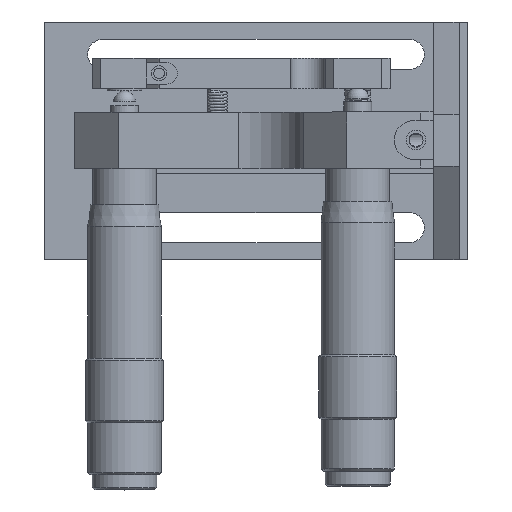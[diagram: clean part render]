
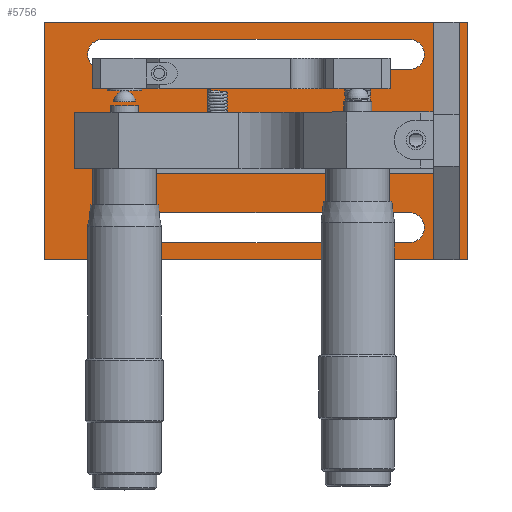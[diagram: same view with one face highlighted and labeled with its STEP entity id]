
A CAD part, top view. The second image highlights one B-rep face of the part: STEP entity #5756.
In plain terms, the highlighted planar face has unit normal (0, 0, 1).
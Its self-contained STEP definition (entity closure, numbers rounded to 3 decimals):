
#96=FACE_BOUND('',#743,.T.);
#97=FACE_BOUND('',#744,.T.);
#98=FACE_BOUND('',#745,.T.);
#99=FACE_BOUND('',#746,.T.);
#100=FACE_BOUND('',#747,.T.);
#101=FACE_BOUND('',#748,.T.);
#173=PLANE('',#6166);
#434=FACE_OUTER_BOUND('',#742,.T.);
#742=EDGE_LOOP('',(#3807,#3808,#3809,#3810));
#743=EDGE_LOOP('',(#3811));
#744=EDGE_LOOP('',(#3812));
#745=EDGE_LOOP('',(#3813));
#746=EDGE_LOOP('',(#3814));
#747=EDGE_LOOP('',(#3815,#3816,#3817,#3818));
#748=EDGE_LOOP('',(#3819,#3820,#3821,#3822));
#1111=LINE('',#8589,#1550);
#1114=LINE('',#8598,#1553);
#1117=LINE('',#8606,#1556);
#1122=LINE('',#8619,#1561);
#1125=LINE('',#8630,#1564);
#1128=LINE('',#8636,#1567);
#1131=LINE('',#8642,#1570);
#1134=LINE('',#8646,#1573);
#1550=VECTOR('',#6850,10.);
#1553=VECTOR('',#6861,10.);
#1556=VECTOR('',#6866,10.);
#1561=VECTOR('',#6879,10.);
#1564=VECTOR('',#6890,10.);
#1567=VECTOR('',#6895,10.);
#1570=VECTOR('',#6900,10.);
#1573=VECTOR('',#6905,10.);
#1981=CIRCLE('',#6124,3.25);
#1986=CIRCLE('',#6131,3.25);
#1991=CIRCLE('',#6138,2.25);
#1996=CIRCLE('',#6145,2.25);
#1998=CIRCLE('',#6148,3.5);
#2000=CIRCLE('',#6152,3.5);
#2002=CIRCLE('',#6157,3.5);
#2004=CIRCLE('',#6161,3.5);
#2326=VERTEX_POINT('',#8530);
#2331=VERTEX_POINT('',#8544);
#2336=VERTEX_POINT('',#8558);
#2341=VERTEX_POINT('',#8572);
#2344=VERTEX_POINT('',#8579);
#2345=VERTEX_POINT('',#8581);
#2347=VERTEX_POINT('',#8587);
#2349=VERTEX_POINT('',#8593);
#2352=VERTEX_POINT('',#8603);
#2353=VERTEX_POINT('',#8605);
#2355=VERTEX_POINT('',#8611);
#2357=VERTEX_POINT('',#8617);
#2360=VERTEX_POINT('',#8627);
#2361=VERTEX_POINT('',#8629);
#2363=VERTEX_POINT('',#8635);
#2365=VERTEX_POINT('',#8641);
#2896=EDGE_CURVE('',#2326,#2326,#1981,.T.);
#2903=EDGE_CURVE('',#2331,#2331,#1986,.T.);
#2910=EDGE_CURVE('',#2336,#2336,#1991,.T.);
#2917=EDGE_CURVE('',#2341,#2341,#1996,.T.);
#2920=EDGE_CURVE('',#2345,#2344,#1998,.T.);
#2924=EDGE_CURVE('',#2344,#2347,#1111,.T.);
#2927=EDGE_CURVE('',#2347,#2349,#2000,.T.);
#2929=EDGE_CURVE('',#2349,#2345,#1114,.T.);
#2932=EDGE_CURVE('',#2353,#2352,#1117,.T.);
#2936=EDGE_CURVE('',#2352,#2355,#2002,.T.);
#2939=EDGE_CURVE('',#2355,#2357,#1122,.T.);
#2941=EDGE_CURVE('',#2357,#2353,#2004,.T.);
#2944=EDGE_CURVE('',#2361,#2360,#1125,.T.);
#2947=EDGE_CURVE('',#2363,#2361,#1128,.T.);
#2950=EDGE_CURVE('',#2365,#2363,#1131,.T.);
#2953=EDGE_CURVE('',#2360,#2365,#1134,.T.);
#3807=ORIENTED_EDGE('',*,*,#2953,.T.);
#3808=ORIENTED_EDGE('',*,*,#2950,.T.);
#3809=ORIENTED_EDGE('',*,*,#2947,.T.);
#3810=ORIENTED_EDGE('',*,*,#2944,.T.);
#3811=ORIENTED_EDGE('',*,*,#2896,.T.);
#3812=ORIENTED_EDGE('',*,*,#2903,.T.);
#3813=ORIENTED_EDGE('',*,*,#2910,.T.);
#3814=ORIENTED_EDGE('',*,*,#2917,.T.);
#3815=ORIENTED_EDGE('',*,*,#2920,.T.);
#3816=ORIENTED_EDGE('',*,*,#2924,.T.);
#3817=ORIENTED_EDGE('',*,*,#2927,.T.);
#3818=ORIENTED_EDGE('',*,*,#2929,.T.);
#3819=ORIENTED_EDGE('',*,*,#2932,.T.);
#3820=ORIENTED_EDGE('',*,*,#2936,.T.);
#3821=ORIENTED_EDGE('',*,*,#2939,.T.);
#3822=ORIENTED_EDGE('',*,*,#2941,.T.);
#5756=ADVANCED_FACE('',(#434,#96,#97,#98,#99,#100,#101),#173,.T.);
#6124=AXIS2_PLACEMENT_3D('',#8532,#6788,#6789);
#6131=AXIS2_PLACEMENT_3D('',#8546,#6804,#6805);
#6138=AXIS2_PLACEMENT_3D('',#8560,#6820,#6821);
#6145=AXIS2_PLACEMENT_3D('',#8574,#6836,#6837);
#6148=AXIS2_PLACEMENT_3D('',#8582,#6843,#6844);
#6152=AXIS2_PLACEMENT_3D('',#8595,#6856,#6857);
#6157=AXIS2_PLACEMENT_3D('',#8613,#6873,#6874);
#6161=AXIS2_PLACEMENT_3D('',#8622,#6884,#6885);
#6166=AXIS2_PLACEMENT_3D('',#8647,#6906,#6907);
#6788=DIRECTION('center_axis',(0.,0.,
-1.));
#6789=DIRECTION('ref_axis',(1.,0.,0.));
#6804=DIRECTION('center_axis',(0.,0.,
-1.));
#6805=DIRECTION('ref_axis',(1.,0.,0.));
#6820=DIRECTION('center_axis',(0.,0.,
-1.));
#6821=DIRECTION('ref_axis',(1.,0.,0.));
#6836=DIRECTION('center_axis',(0.,0.,
-1.));
#6837=DIRECTION('ref_axis',(1.,0.,0.));
#6843=DIRECTION('center_axis',(0.,0.,
-1.));
#6844=DIRECTION('ref_axis',(0.,-1.,0.));
#6850=DIRECTION('',(-1.,0.,0.));
#6856=DIRECTION('center_axis',(0.,0.,
-1.));
#6857=DIRECTION('ref_axis',(0.,1.,0.));
#6861=DIRECTION('',(1.,0.,0.));
#6866=DIRECTION('',(1.,0.,0.));
#6873=DIRECTION('center_axis',(0.,0.,
-1.));
#6874=DIRECTION('ref_axis',(0.,-1.,0.));
#6879=DIRECTION('',(-1.,0.,0.));
#6884=DIRECTION('center_axis',(0.,0.,
-1.));
#6885=DIRECTION('ref_axis',(0.,1.,0.));
#6890=DIRECTION('',(0.,1.,0.));
#6895=DIRECTION('',(1.,0.,0.));
#6900=DIRECTION('',(0.,-1.,0.));
#6905=DIRECTION('',(-1.,0.,0.));
#6906=DIRECTION('center_axis',(0.,0.,
1.));
#6907=DIRECTION('ref_axis',(1.,0.,0.));
#8530=CARTESIAN_POINT('',(22.045,9.985,3.546));
#8532=CARTESIAN_POINT('Origin',(25.295,9.985,3.546));
#8544=CARTESIAN_POINT('',(-17.955,9.985,3.546));
#8546=CARTESIAN_POINT('Origin',(-14.705,9.985,3.546));
#8558=CARTESIAN_POINT('',(47.045,-10.015,3.546));
#8560=CARTESIAN_POINT('Origin',(49.295,-10.015,3.546));
#8572=CARTESIAN_POINT('',(47.045,29.985,3.546));
#8574=CARTESIAN_POINT('Origin',(49.295,29.985,3.546));
#8579=CARTESIAN_POINT('',(40.795,26.485,3.546));
#8581=CARTESIAN_POINT('',(40.795,33.485,3.546));
#8582=CARTESIAN_POINT('Origin',(40.795,29.985,3.546));
#8587=CARTESIAN_POINT('',(-30.205,26.485,3.546));
#8589=CARTESIAN_POINT('',(-12.455,26.485,3.546));
#8593=CARTESIAN_POINT('',(-30.205,33.485,3.546));
#8595=CARTESIAN_POINT('Origin',(-30.205,29.985,3.546));
#8598=CARTESIAN_POINT('',(23.045,33.485,3.546));
#8603=CARTESIAN_POINT('',(40.795,-6.605,3.546));
#8605=CARTESIAN_POINT('',(-30.205,-6.605,3.546));
#8606=CARTESIAN_POINT('',(23.045,-6.605,3.546));
#8611=CARTESIAN_POINT('',(40.795,-13.605,3.546));
#8613=CARTESIAN_POINT('Origin',(40.795,-10.105,3.546));
#8617=CARTESIAN_POINT('',(-30.205,-13.605,3.546));
#8619=CARTESIAN_POINT('',(-12.455,-13.605,3.546));
#8622=CARTESIAN_POINT('Origin',(-30.205,-10.105,3.546));
#8627=CARTESIAN_POINT('',(54.295,37.485,3.546));
#8629=CARTESIAN_POINT('',(54.295,-17.515,3.546));
#8630=CARTESIAN_POINT('',(54.295,-17.515,3.546));
#8635=CARTESIAN_POINT('',(-43.705,-17.515,3.546));
#8636=CARTESIAN_POINT('',(-43.705,-17.515,3.546));
#8641=CARTESIAN_POINT('',(-43.705,37.485,3.546));
#8642=CARTESIAN_POINT('',(-43.705,37.485,3.546));
#8646=CARTESIAN_POINT('',(54.295,37.485,3.546));
#8647=CARTESIAN_POINT('Origin',(5.295,9.985,3.546));
